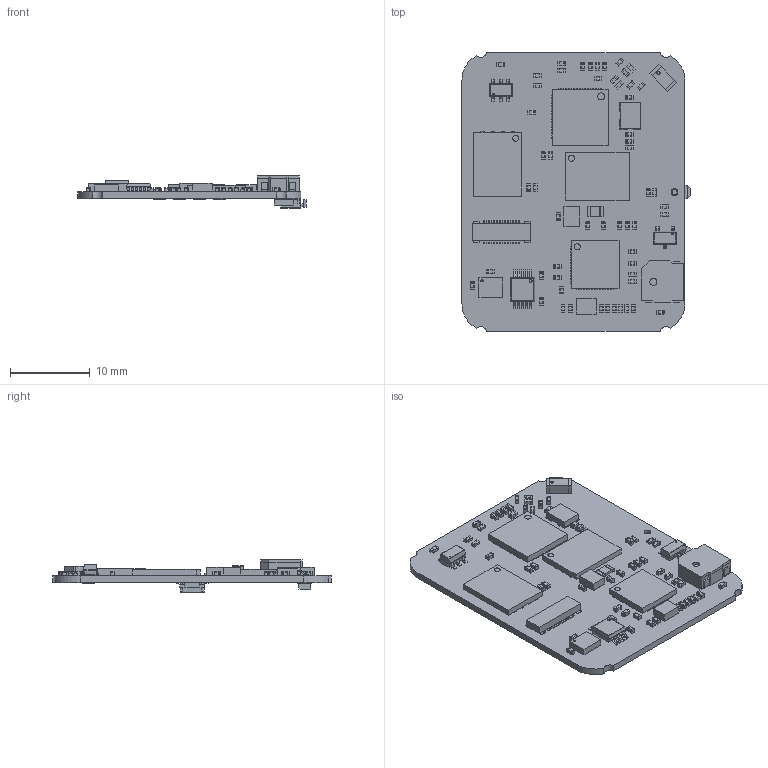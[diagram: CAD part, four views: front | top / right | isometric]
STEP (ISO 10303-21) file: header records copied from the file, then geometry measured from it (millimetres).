
FILE_DESCRIPTION(('Open CASCADE Model'),'2;1');
FILE_NAME('Open CASCADE Shape Model','2024-07-07T22:55:22',('Author'),( 'Open CASCADE'),'Open CASCADE STEP processor 6.8','Open CASCADE 6.8' ,'Unknown');
FILE_SCHEMA(('AUTOMOTIVE_DESIGN { 1 0 10303 214 1 1 1 1 }'));
Length unit declared in the file: millimetre
Products named in the file (205): PCB; Board; Open CASCADE STEP translator 6.8 1.1.1; TP6; 6684917168; Cylinder; TP5; TP4; TP3; J2; 6311772048; Body; Pins; U2; 6246426512; ThermalPin; PinsArrayLR; C43; 6246426672; Terminal; Open_CASCADE_STEP_translator_6.8_54.1.1; Open_CASCADE_STEP_translator_6.8_54.1.2; Mid_Body; Open_CASCADE_STEP_translator_6.8_54.2.1; C42; 6246427392; U1; 6246426592; L2; 6311770768; R10; 6246426352; Open_CASCADE_STEP_translator_6.8_20.2.1; Mark; C41; L3; 6311770448; C40; 6246426192; C39 ...
Assembly tree (256 placements, depth 5):
  PCB
    Board
      Open CASCADE STEP translator 6.8 1.1.1
    TP6
      6684917168
        Cylinder
    TP5
      6684917168
        Cylinder
    TP4
      6684917168
        Cylinder
    TP3
      6684917168
        Cylinder
    J2
      6311772048
        Body
        Pins
    U2
      6246426512
        Body
        ThermalPin
        PinsArrayLR
    C43
      6246426672
        Terminal
          Open_CASCADE_STEP_translator_6.8_54.1.1
          Open_CASCADE_STEP_translator_6.8_54.1.2
        Mid_Body
          Open_CASCADE_STEP_translator_6.8_54.2.1
    C42
      6246427392
        Terminal
          Open_CASCADE_STEP_translator_6.8_54.1.1
          Open_CASCADE_STEP_translator_6.8_54.1.2
        Mid_Body
          Open_CASCADE_STEP_translator_6.8_54.2.1
    U1
      6246426592
    L2
      6311770768
        Body
        Pins
    R10
      6246426352
        Mid_Body
        Terminal  x2
          Open_CASCADE_STEP_translator_6.8_20.2.1
        Mark
    C41
      6246426672
        Terminal
          Open_CASCADE_STEP_translator_6.8_54.1.1
          Open_CASCADE_STEP_translator_6.8_54.1.2
        Mid_Body
          Open_CASCADE_STEP_translator_6.8_54.2.1
    L3
      6311770448
        Body
Bounding box: 28.65 x 35 x 4.07 mm (x, y, z)
Volume: 1122.8 mm3; surface area: 3315.5 mm2
Topology: 405 solids, 405 shells, 4160 faces, 9193 edges, 5529 vertices
Faces by surface type: plane 2714, cylinder 1102, sphere 344
Full cylindrical faces by diameter (mm): 0.2 x1, 0.203 x1, 0.375 x1, 0.4 x1, 0.6 x2, 0.75 x3, 0.85 x1, 0.87 x1, 0.875 x1, 1.5 x4
Entity records: 66821 total; most frequent: DIRECTION 10421, CARTESIAN_POINT 10372, ORIENTED_EDGE 9544, EDGE_CURVE 4772, LINE 4073, VECTOR 4073, AXIS2_PLACEMENT_3D 3174, VERTEX_POINT 3107
